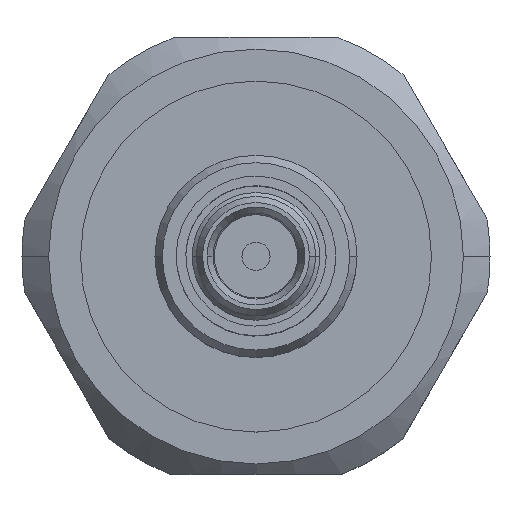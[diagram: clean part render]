
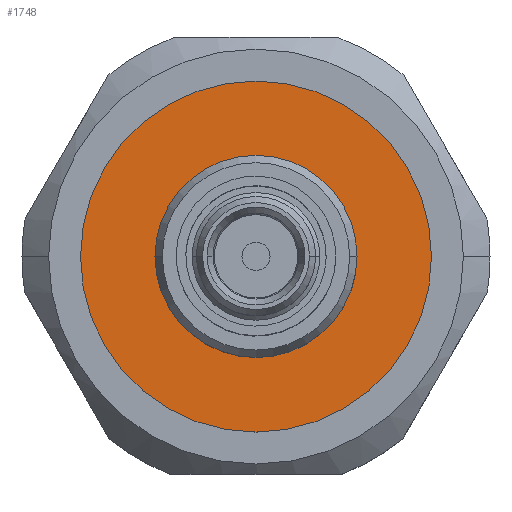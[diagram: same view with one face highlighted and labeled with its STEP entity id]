
A CAD part, top view. The second image highlights one B-rep face of the part: STEP entity #1748.
In plain terms, the highlighted planar face has unit normal (0, 0, 1).
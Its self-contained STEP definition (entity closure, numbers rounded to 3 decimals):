
#70 = DIRECTION ( 'NONE',  ( 0., 0., -1. ) ) ;
#172 = AXIS2_PLACEMENT_3D ( 'NONE', #1678, #2176, #209 ) ;
#209 = DIRECTION ( 'NONE',  ( -1., 0., 0. ) ) ;
#343 = FACE_BOUND ( 'NONE', #617, .T. ) ;
#355 = AXIS2_PLACEMENT_3D ( 'NONE', #2754, #2045, #2272 ) ;
#396 = CARTESIAN_POINT ( 'NONE',  ( 0., -0.034, 0.2 ) ) ;
#419 = VERTEX_POINT ( 'NONE', #3088 ) ;
#440 = ORIENTED_EDGE ( 'NONE', *, *, #749, .T. ) ;
#531 = AXIS2_PLACEMENT_3D ( 'NONE', #1211, #70, #2023 ) ;
#617 = EDGE_LOOP ( 'NONE', ( #1738, #440 ) ) ;
#749 = EDGE_CURVE ( 'NONE', #1043, #3154, #1622, .T. ) ;
#889 = CARTESIAN_POINT ( 'NONE',  ( -8.25, -0.034, 0.2 ) ) ;
#1005 = AXIS2_PLACEMENT_3D ( 'NONE', #1302, #2740, #2290 ) ;
#1043 = VERTEX_POINT ( 'NONE', #2357 ) ;
#1045 = CIRCLE ( 'NONE', #1005, 8.25 ) ;
#1147 = CIRCLE ( 'NONE', #355, 4.4 ) ;
#1152 = FACE_OUTER_BOUND ( 'NONE', #2686, .T. ) ;
#1211 = CARTESIAN_POINT ( 'NONE',  ( 0., -0.034, 0.2 ) ) ;
#1254 = VERTEX_POINT ( 'NONE', #889 ) ;
#1259 = ORIENTED_EDGE ( 'NONE', *, *, #2667, .F. ) ;
#1302 = CARTESIAN_POINT ( 'NONE',  ( 0., -0.034, 0.2 ) ) ;
#1617 = EDGE_CURVE ( 'NONE', #419, #1254, #1846, .T. ) ;
#1622 = CIRCLE ( 'NONE', #172, 4.4 ) ;
#1628 = AXIS2_PLACEMENT_3D ( 'NONE', #396, #2569, #2608 ) ;
#1678 = CARTESIAN_POINT ( 'NONE',  ( 0., -0.034, 0.2 ) ) ;
#1738 = ORIENTED_EDGE ( 'NONE', *, *, #2279, .T. ) ;
#1748 = ADVANCED_FACE ( 'NONE', ( #1152, #343 ), #2687, .F. ) ;
#1846 = CIRCLE ( 'NONE', #1628, 8.25 ) ;
#2023 = DIRECTION ( 'NONE',  ( -1., 0., 0. ) ) ;
#2045 = DIRECTION ( 'NONE',  ( 0., 0., -1. ) ) ;
#2176 = DIRECTION ( 'NONE',  ( 0., 0., -1. ) ) ;
#2272 = DIRECTION ( 'NONE',  ( -1., 0., 0. ) ) ;
#2279 = EDGE_CURVE ( 'NONE', #3154, #1043, #1147, .T. ) ;
#2290 = DIRECTION ( 'NONE',  ( -1., 0., 0. ) ) ;
#2349 = ORIENTED_EDGE ( 'NONE', *, *, #1617, .F. ) ;
#2357 = CARTESIAN_POINT ( 'NONE',  ( 4.4, -0.034, 0.2 ) ) ;
#2569 = DIRECTION ( 'NONE',  ( 0., 0., -1. ) ) ;
#2608 = DIRECTION ( 'NONE',  ( -1., 0., 0. ) ) ;
#2663 = CARTESIAN_POINT ( 'NONE',  ( -4.4, -0.034, 0.2 ) ) ;
#2667 = EDGE_CURVE ( 'NONE', #1254, #419, #1045, .T. ) ;
#2686 = EDGE_LOOP ( 'NONE', ( #1259, #2349 ) ) ;
#2687 = PLANE ( 'NONE',  #531 ) ;
#2740 = DIRECTION ( 'NONE',  ( 0., 0., -1. ) ) ;
#2754 = CARTESIAN_POINT ( 'NONE',  ( 0., -0.034, 0.2 ) ) ;
#3088 = CARTESIAN_POINT ( 'NONE',  ( 8.25, -0.034, 0.2 ) ) ;
#3154 = VERTEX_POINT ( 'NONE', #2663 ) ;
